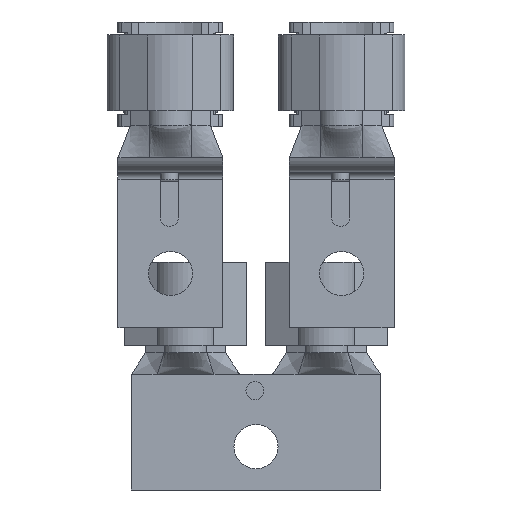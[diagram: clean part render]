
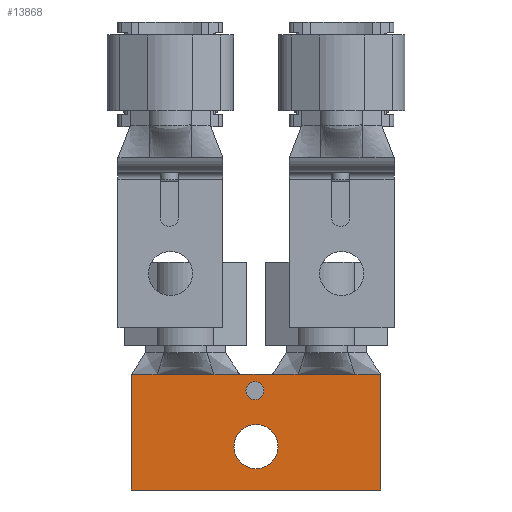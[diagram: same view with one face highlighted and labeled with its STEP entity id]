
A CAD part, front view. The second image highlights one B-rep face of the part: STEP entity #13868.
In plain terms, the highlighted planar face has unit normal (0, -1, 0).
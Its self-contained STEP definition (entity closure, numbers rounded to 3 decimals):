
#460=CARTESIAN_POINT('',(-50.56,575.113,161.5));
#461=DIRECTION('',(0.,1.,0.));
#462=DIRECTION('',(1.,0.,0.));
#463=AXIS2_PLACEMENT_3D('',#460,#461,#462);
#468=CARTESIAN_POINT('',(-50.56,575.113,161.5));
#469=DIRECTION('',(0.,1.,0.));
#470=DIRECTION('',(-1.,0.,0.));
#471=AXIS2_PLACEMENT_3D('',#468,#469,#470);
#476=CARTESIAN_POINT('',(-50.26,575.113,146.));
#477=DIRECTION('',(0.,1.,0.));
#478=DIRECTION('',(1.,0.,0.));
#479=AXIS2_PLACEMENT_3D('',#476,#477,#478);
#484=CARTESIAN_POINT('',(-50.26,575.113,146.));
#485=DIRECTION('',(0.,1.,0.));
#486=DIRECTION('',(-1.,0.,0.));
#487=AXIS2_PLACEMENT_3D('',#484,#485,#486);
#492=DIRECTION('',(0.,0.,-1.));
#493=VECTOR('',#492,32.);
#494=CARTESIAN_POINT('',(-84.76,575.113,166.));
#495=LINE('',#494,#493);
#499=DIRECTION('',(0.,0.,1.));
#500=VECTOR('',#499,32.);
#501=CARTESIAN_POINT('',(-15.76,575.113,134.));
#502=LINE('',#501,#500);
#6312=DIRECTION('',(1.,0.,0.));
#6313=VECTOR('',#6312,9.);
#6314=CARTESIAN_POINT('',(-54.76,575.113,166.));
#6315=LINE('',#6314,#6313);
#6488=DIRECTION('',(-1.,0.,0.));
#6489=VECTOR('',#6488,69.);
#6490=CARTESIAN_POINT('',(-15.76,575.113,134.));
#6491=LINE('',#6490,#6489);
#6495=DIRECTION('',(1.,0.,0.));
#6496=VECTOR('',#6495,7.14);
#6497=CARTESIAN_POINT('',(-22.899,575.113,166.));
#6498=LINE('',#6497,#6496);
#6522=DIRECTION('',(1.,0.,0.));
#6523=VECTOR('',#6522,15.721);
#6524=CARTESIAN_POINT('',(-38.62,575.113,166.));
#6525=LINE('',#6524,#6523);
#6536=DIRECTION('',(1.,0.,0.));
#6537=VECTOR('',#6536,7.14);
#6538=CARTESIAN_POINT('',(-45.76,575.113,166.));
#6539=LINE('',#6538,#6537);
#6543=CARTESIAN_POINT('',(-45.76,575.113,166.));
#12385=DIRECTION('',(1.,0.,0.));
#12386=VECTOR('',#12385,7.14);
#12387=CARTESIAN_POINT('',(-61.899,575.113,166.));
#12388=LINE('',#12387,#12386);
#12412=DIRECTION('',(1.,0.,0.));
#12413=VECTOR('',#12412,15.721);
#12414=CARTESIAN_POINT('',(-77.62,575.113,166.));
#12415=LINE('',#12414,#12413);
#12426=DIRECTION('',(1.,0.,0.));
#12427=VECTOR('',#12426,7.14);
#12428=CARTESIAN_POINT('',(-84.76,575.113,166.));
#12429=LINE('',#12428,#12427);
#12537=CARTESIAN_POINT('',(-15.76,575.113,134.));
#12538=CARTESIAN_POINT('',(-84.76,575.113,134.));
#12539=VERTEX_POINT('',#12537);
#12540=VERTEX_POINT('',#12538);
#12553=CARTESIAN_POINT('',(-22.899,575.113,166.));
#12554=CARTESIAN_POINT('',(-15.76,575.113,166.));
#12555=VERTEX_POINT('',#12553);
#12556=VERTEX_POINT('',#12554);
#12559=CARTESIAN_POINT('',(-84.76,575.113,166.));
#12560=VERTEX_POINT('',#12559);
#12561=CARTESIAN_POINT('',(-77.62,575.113,166.));
#12562=VERTEX_POINT('',#12561);
#12587=CARTESIAN_POINT('',(-61.899,575.113,166.));
#12588=VERTEX_POINT('',#12587);
#12591=CARTESIAN_POINT('',(-54.76,575.113,166.));
#12592=VERTEX_POINT('',#12591);
#12605=VERTEX_POINT('',#6543);
#12606=CARTESIAN_POINT('',(-38.62,575.113,166.));
#12607=VERTEX_POINT('',#12606);
#13592=CARTESIAN_POINT('',(-56.36,575.113,146.));
#13594=VERTEX_POINT('',#13592);
#13596=CARTESIAN_POINT('',(-44.16,575.113,146.));
#13598=VERTEX_POINT('',#13596);
#13599=CARTESIAN_POINT('',(-53.06,575.113,161.5));
#13601=VERTEX_POINT('',#13599);
#13603=CARTESIAN_POINT('',(-48.06,575.113,161.5));
#13605=VERTEX_POINT('',#13603);
#13831=CARTESIAN_POINT('',(-86.16,575.113,110.8));
#13832=DIRECTION('',(0.,-1.,0.));
#13833=DIRECTION('',(1.,0.,0.));
#13834=AXIS2_PLACEMENT_3D('',#13831,#13832,#13833);
#13835=PLANE('',#13834);
#13837=ORIENTED_EDGE('',*,*,#13836,.F.);
#13839=ORIENTED_EDGE('',*,*,#13838,.T.);
#13841=ORIENTED_EDGE('',*,*,#13840,.T.);
#13843=ORIENTED_EDGE('',*,*,#13842,.T.);
#13845=ORIENTED_EDGE('',*,*,#13844,.T.);
#13847=ORIENTED_EDGE('',*,*,#13846,.T.);
#13849=ORIENTED_EDGE('',*,*,#13848,.T.);
#13851=ORIENTED_EDGE('',*,*,#13850,.T.);
#13853=ORIENTED_EDGE('',*,*,#13852,.F.);
#13855=ORIENTED_EDGE('',*,*,#13854,.T.);
#13856=EDGE_LOOP('',(#13837,#13839,#13841,#13843,#13845,#13847,#13849,#13851,
#13853,#13855));
#13857=FACE_OUTER_BOUND('',#13856,.F.);
#13858=ORIENTED_EDGE('',*,*,#13825,.F.);
#13859=ORIENTED_EDGE('',*,*,#13811,.F.);
#13860=EDGE_LOOP('',(#13858,#13859));
#13861=FACE_BOUND('',#13860,.F.);
#13863=ORIENTED_EDGE('',*,*,#13862,.F.);
#13865=ORIENTED_EDGE('',*,*,#13864,.F.);
#13866=EDGE_LOOP('',(#13863,#13865));
#13867=FACE_BOUND('',#13866,.F.);
#464=CIRCLE('',#463,2.5);
#472=CIRCLE('',#471,2.5);
#480=CIRCLE('',#479,6.1);
#488=CIRCLE('',#487,6.1);
#13811=EDGE_CURVE('',#13594,#13598,#488,.T.);
#13825=EDGE_CURVE('',#13598,#13594,#480,.T.);
#13836=EDGE_CURVE('',#12560,#12540,#495,.T.);
#13838=EDGE_CURVE('',#12560,#12562,#12429,.T.);
#13840=EDGE_CURVE('',#12562,#12588,#12415,.T.);
#13842=EDGE_CURVE('',#12588,#12592,#12388,.T.);
#13844=EDGE_CURVE('',#12592,#12605,#6315,.T.);
#13846=EDGE_CURVE('',#12605,#12607,#6539,.T.);
#13848=EDGE_CURVE('',#12607,#12555,#6525,.T.);
#13850=EDGE_CURVE('',#12555,#12556,#6498,.T.);
#13852=EDGE_CURVE('',#12539,#12556,#502,.T.);
#13854=EDGE_CURVE('',#12539,#12540,#6491,.T.);
#13862=EDGE_CURVE('',#13605,#13601,#464,.T.);
#13864=EDGE_CURVE('',#13601,#13605,#472,.T.);
#13868=ADVANCED_FACE('',(#13857,#13861,#13867),#13835,.T.);
